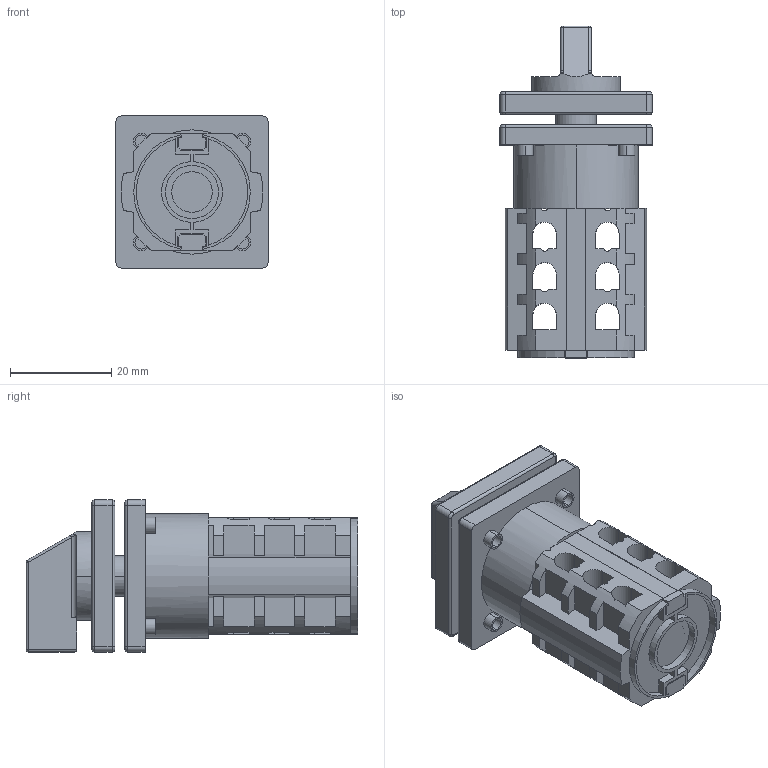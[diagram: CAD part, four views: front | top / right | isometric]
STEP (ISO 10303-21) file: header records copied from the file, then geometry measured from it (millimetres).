
FILE_DESCRIPTION((''),'2;1');
FILE_NAME('LW26-103_SW0001','2024-12-12T',('xiaokai.shi'),(''),'PRO/ENGINEER BY PARAMETRIC TECHNOLOGY CORPORATION, 2017170','PRO/ENGINEER BY PARAMETRIC TECHNOLOGY CORPORATION, 2017170','');
FILE_SCHEMA(('CONFIG_CONTROL_DESIGN'));
Length unit declared in the file: millimetre
Products named in the file (1): LW26-103_SW0001
Bounding box: 30 x 65.5 x 30 mm (x, y, z)
Volume: 25392.6 mm3; surface area: 13995 mm2
Topology: 1 solids, 1 shells, 323 faces, 934 edges, 602 vertices
Faces by surface type: plane 212, cylinder 86, torus 12, extrusion 6, sphere 5, bspline 2
Entity records: 11132 total; most frequent: CARTESIAN_POINT 2419, ORIENTED_EDGE 1868, DIRECTION 1773, EDGE_CURVE 934, VECTOR 639, LINE 633, VERTEX_POINT 602, AXIS2_PLACEMENT_3D 567
